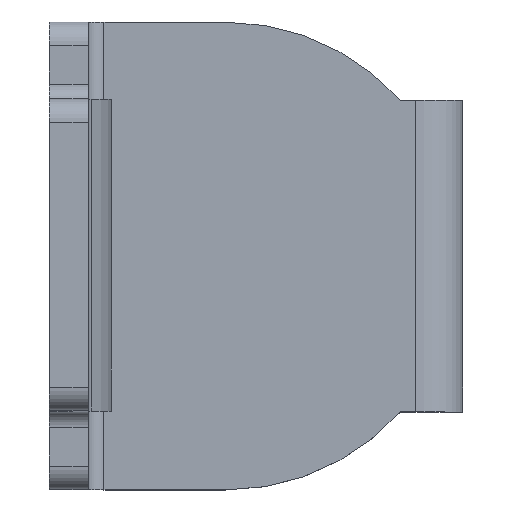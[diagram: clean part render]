
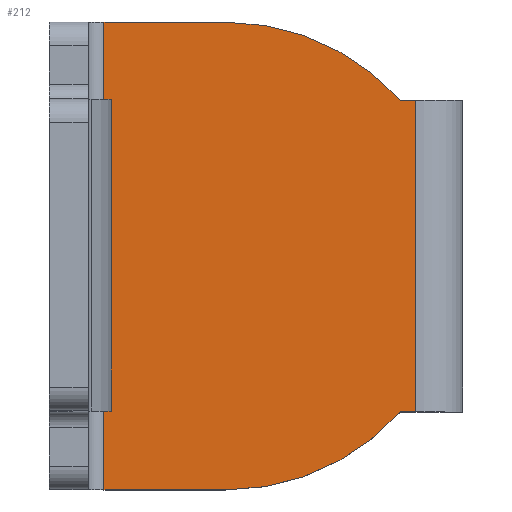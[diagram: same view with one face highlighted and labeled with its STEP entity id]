
A CAD part, top view. The second image highlights one B-rep face of the part: STEP entity #212.
In plain terms, the highlighted planar face has unit normal (0, 0, 1).
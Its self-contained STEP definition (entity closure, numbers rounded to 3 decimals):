
#26 = CARTESIAN_POINT ( 'NONE',  ( -0.486, -3., 0.5 ) ) ;
#91 = VECTOR ( 'NONE', #553, 1000. ) ;
#94 = FACE_OUTER_BOUND ( 'NONE', #695, .T. ) ;
#96 = ORIENTED_EDGE ( 'NONE', *, *, #1279, .F. ) ;
#104 = DIRECTION ( 'NONE',  ( -1., 0., 0. ) ) ;
#124 = EDGE_CURVE ( 'NONE', #331, #267, #1059, .T. ) ;
#125 = DIRECTION ( 'NONE',  ( 1., 0., 0. ) ) ;
#135 = EDGE_CURVE ( 'NONE', #267, #591, #1334, .T. ) ;
#155 = LINE ( 'NONE', #1122, #433 ) ;
#212 = ADVANCED_FACE ( 'NONE', ( #94 ), #1355, .F. ) ;
#218 = EDGE_CURVE ( 'NONE', #800, #591, #488, .T. ) ;
#219 = ORIENTED_EDGE ( 'NONE', *, *, #483, .T. ) ;
#240 = CARTESIAN_POINT ( 'NONE',  ( -2.75, 3., 0.5 ) ) ;
#241 = VERTEX_POINT ( 'NONE', #26 ) ;
#267 = VERTEX_POINT ( 'NONE', #1045 ) ;
#291 = EDGE_CURVE ( 'NONE', #1106, #241, #328, .T. ) ;
#320 = CARTESIAN_POINT ( 'NONE',  ( -0.486, 0., 0.5 ) ) ;
#328 = LINE ( 'NONE', #391, #91 ) ;
#329 = AXIS2_PLACEMENT_3D ( 'NONE', #320, #548, #104 ) ;
#331 = VERTEX_POINT ( 'NONE', #1225 ) ;
#335 = CIRCLE ( 'NONE', #329, 3. ) ;
#352 = ORIENTED_EDGE ( 'NONE', *, *, #135, .F. ) ;
#364 = VECTOR ( 'NONE', #1207, 1000. ) ;
#382 = AXIS2_PLACEMENT_3D ( 'NONE', #565, #1362, #125 ) ;
#387 = DIRECTION ( 'NONE',  ( -1., 0., 0. ) ) ;
#391 = CARTESIAN_POINT ( 'NONE',  ( -2.75, -3., 0.5 ) ) ;
#415 = CARTESIAN_POINT ( 'NONE',  ( 1.95, -2., 0.5 ) ) ;
#433 = VECTOR ( 'NONE', #680, 1000. ) ;
#440 = EDGE_CURVE ( 'NONE', #331, #1106, #965, .T. ) ;
#460 = VECTOR ( 'NONE', #1232, 1000. ) ;
#483 = EDGE_CURVE ( 'NONE', #1453, #800, #155, .T. ) ;
#488 = LINE ( 'NONE', #583, #1058 ) ;
#490 = DIRECTION ( 'NONE',  ( -1., 0., 0. ) ) ;
#498 = ORIENTED_EDGE ( 'NONE', *, *, #218, .T. ) ;
#533 = ORIENTED_EDGE ( 'NONE', *, *, #291, .T. ) ;
#548 = DIRECTION ( 'NONE',  ( 0., 0., -1. ) ) ;
#553 = DIRECTION ( 'NONE',  ( 1., 0., 0. ) ) ;
#565 = CARTESIAN_POINT ( 'NONE',  ( -0.486, 0., 0.5 ) ) ;
#583 = CARTESIAN_POINT ( 'NONE',  ( 1.95, 2., 0.5 ) ) ;
#591 = VERTEX_POINT ( 'NONE', #1266 ) ;
#594 = VECTOR ( 'NONE', #901, 1000. ) ;
#640 = ORIENTED_EDGE ( 'NONE', *, *, #124, .F. ) ;
#657 = CARTESIAN_POINT ( 'NONE',  ( 1.95, -2., 0.5 ) ) ;
#680 = DIRECTION ( 'NONE',  ( 0., 1., 0. ) ) ;
#695 = EDGE_LOOP ( 'NONE', ( #498, #352, #640, #956, #533, #1296, #96, #219 ) ) ;
#758 = CARTESIAN_POINT ( 'NONE',  ( 1.75, -2., 0.5 ) ) ;
#800 = VERTEX_POINT ( 'NONE', #1295 ) ;
#823 = DIRECTION ( 'NONE',  ( 0., 0., -1. ) ) ;
#838 = EDGE_CURVE ( 'NONE', #1290, #241, #335, .T. ) ;
#844 = LINE ( 'NONE', #415, #364 ) ;
#872 = AXIS2_PLACEMENT_3D ( 'NONE', #1012, #823, #387 ) ;
#901 = DIRECTION ( 'NONE',  ( 1., 0., 0. ) ) ;
#956 = ORIENTED_EDGE ( 'NONE', *, *, #440, .T. ) ;
#960 = CARTESIAN_POINT ( 'NONE',  ( -2.05, -3., 0.5 ) ) ;
#965 = LINE ( 'NONE', #1118, #460 ) ;
#1012 = CARTESIAN_POINT ( 'NONE',  ( -2.75, 3., 0.5 ) ) ;
#1045 = CARTESIAN_POINT ( 'NONE',  ( -0.486, 3., 0.5 ) ) ;
#1058 = VECTOR ( 'NONE', #490, 1000. ) ;
#1059 = LINE ( 'NONE', #240, #594 ) ;
#1106 = VERTEX_POINT ( 'NONE', #960 ) ;
#1118 = CARTESIAN_POINT ( 'NONE',  ( -2.05, 3., 0.5 ) ) ;
#1122 = CARTESIAN_POINT ( 'NONE',  ( 1.95, -2., 0.5 ) ) ;
#1207 = DIRECTION ( 'NONE',  ( -1., 0., 0. ) ) ;
#1225 = CARTESIAN_POINT ( 'NONE',  ( -2.05, 3., 0.5 ) ) ;
#1232 = DIRECTION ( 'NONE',  ( 0., -1., 0. ) ) ;
#1266 = CARTESIAN_POINT ( 'NONE',  ( 1.75, 2., 0.5 ) ) ;
#1279 = EDGE_CURVE ( 'NONE', #1453, #1290, #844, .T. ) ;
#1290 = VERTEX_POINT ( 'NONE', #758 ) ;
#1295 = CARTESIAN_POINT ( 'NONE',  ( 1.95, 2., 0.5 ) ) ;
#1296 = ORIENTED_EDGE ( 'NONE', *, *, #838, .F. ) ;
#1334 = CIRCLE ( 'NONE', #382, 3. ) ;
#1355 = PLANE ( 'NONE',  #872 ) ;
#1362 = DIRECTION ( 'NONE',  ( 0., 0., -1. ) ) ;
#1453 = VERTEX_POINT ( 'NONE', #657 ) ;
